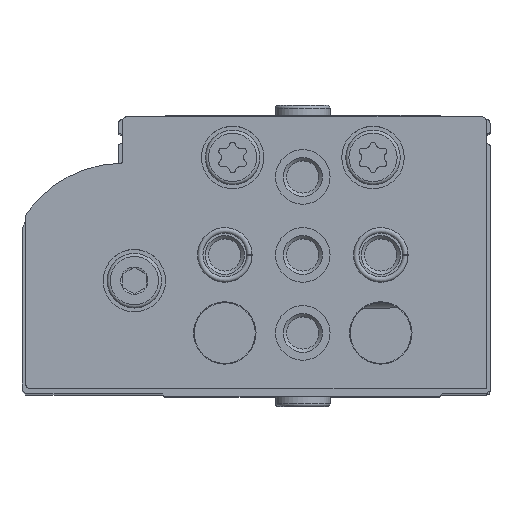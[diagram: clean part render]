
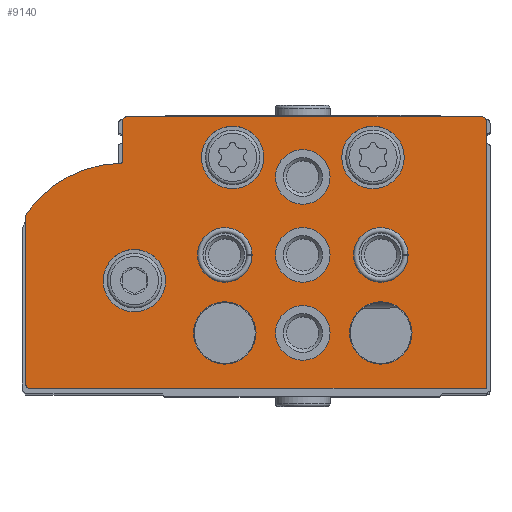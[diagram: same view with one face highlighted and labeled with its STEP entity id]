
A CAD part, top view. The second image highlights one B-rep face of the part: STEP entity #9140.
In plain terms, the highlighted face is planar.
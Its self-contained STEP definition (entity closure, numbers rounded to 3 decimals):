
#916=LINE('',#15326,#1588);
#918=LINE('',#15330,#1590);
#921=LINE('',#15338,#1593);
#926=LINE('',#15354,#1598);
#929=LINE('',#15362,#1601);
#1588=VECTOR('',#12356,1000.);
#1590=VECTOR('',#12360,1000.);
#1593=VECTOR('',#12369,1000.);
#1598=VECTOR('',#12388,1000.);
#1601=VECTOR('',#12397,1000.);
#3422=ORIENTED_EDGE('',*,*,#5098,.T.);
#3423=ORIENTED_EDGE('',*,*,#5099,.T.);
#3424=ORIENTED_EDGE('',*,*,#5100,.T.);
#3425=ORIENTED_EDGE('',*,*,#5101,.T.);
#3426=ORIENTED_EDGE('',*,*,#5102,.T.);
#3427=ORIENTED_EDGE('',*,*,#5103,.T.);
#3428=ORIENTED_EDGE('',*,*,#5104,.T.);
#3429=ORIENTED_EDGE('',*,*,#5105,.T.);
#3430=ORIENTED_EDGE('',*,*,#5106,.T.);
#3431=ORIENTED_EDGE('',*,*,#5107,.T.);
#3432=ORIENTED_EDGE('',*,*,#5075,.F.);
#3433=ORIENTED_EDGE('',*,*,#5096,.F.);
#3434=ORIENTED_EDGE('',*,*,#5094,.F.);
#3435=ORIENTED_EDGE('',*,*,#5092,.F.);
#3436=ORIENTED_EDGE('',*,*,#5090,.T.);
#3437=ORIENTED_EDGE('',*,*,#5088,.F.);
#3438=ORIENTED_EDGE('',*,*,#5086,.F.);
#3439=ORIENTED_EDGE('',*,*,#5084,.F.);
#3440=ORIENTED_EDGE('',*,*,#5082,.F.);
#3441=ORIENTED_EDGE('',*,*,#5080,.F.);
#3442=ORIENTED_EDGE('',*,*,#5078,.F.);
#5075=EDGE_CURVE('',#6088,#6089,#6670,.T.);
#5078=EDGE_CURVE('',#6089,#6090,#916,.T.);
#5080=EDGE_CURVE('',#6090,#6091,#918,.T.);
#5082=EDGE_CURVE('',#6091,#6092,#6671,.T.);
#5084=EDGE_CURVE('',#6092,#6093,#921,.T.);
#5086=EDGE_CURVE('',#6093,#6094,#6672,.T.);
#5088=EDGE_CURVE('',#6094,#6095,#6673,.T.);
#5090=EDGE_CURVE('',#6096,#6095,#6674,.T.);
#5092=EDGE_CURVE('',#6096,#6097,#926,.T.);
#5094=EDGE_CURVE('',#6097,#6098,#6675,.T.);
#5096=EDGE_CURVE('',#6098,#6088,#929,.T.);
#5098=EDGE_CURVE('',#6099,#6099,#6676,.T.);
#5099=EDGE_CURVE('',#6100,#6100,#6677,.T.);
#5100=EDGE_CURVE('',#6101,#6101,#6678,.T.);
#5101=EDGE_CURVE('',#6102,#6102,#6679,.T.);
#5102=EDGE_CURVE('',#6103,#6103,#6680,.T.);
#5103=EDGE_CURVE('',#6104,#6104,#6681,.T.);
#5104=EDGE_CURVE('',#6105,#6105,#6682,.T.);
#5105=EDGE_CURVE('',#6106,#6106,#6683,.T.);
#5106=EDGE_CURVE('',#6107,#6107,#6684,.T.);
#5107=EDGE_CURVE('',#6108,#6108,#6685,.T.);
#6088=VERTEX_POINT('',#15321);
#6089=VERTEX_POINT('',#15322);
#6090=VERTEX_POINT('',#15327);
#6091=VERTEX_POINT('',#15331);
#6092=VERTEX_POINT('',#15335);
#6093=VERTEX_POINT('',#15339);
#6094=VERTEX_POINT('',#15343);
#6095=VERTEX_POINT('',#15347);
#6096=VERTEX_POINT('',#15351);
#6097=VERTEX_POINT('',#15355);
#6098=VERTEX_POINT('',#15359);
#6099=VERTEX_POINT('',#15366);
#6100=VERTEX_POINT('',#15368);
#6101=VERTEX_POINT('',#15370);
#6102=VERTEX_POINT('',#15372);
#6103=VERTEX_POINT('',#15374);
#6104=VERTEX_POINT('',#15376);
#6105=VERTEX_POINT('',#15378);
#6106=VERTEX_POINT('',#15380);
#6107=VERTEX_POINT('',#15382);
#6108=VERTEX_POINT('',#15384);
#6670=CIRCLE('',#10091,0.5);
#6671=CIRCLE('',#10095,0.5);
#6672=CIRCLE('',#10098,1.);
#6673=CIRCLE('',#10100,15.);
#6674=CIRCLE('',#10102,0.3);
#6675=CIRCLE('',#10105,0.5);
#6676=CIRCLE('',#10108,4.);
#6677=CIRCLE('',#10109,4.);
#6678=CIRCLE('',#10110,4.);
#6679=CIRCLE('',#10111,3.5);
#6680=CIRCLE('',#10112,3.5);
#6681=CIRCLE('',#10113,3.5);
#6682=CIRCLE('',#10114,3.5);
#6683=CIRCLE('',#10115,3.5);
#6684=CIRCLE('',#10116,4.);
#6685=CIRCLE('',#10117,4.);
#7359=EDGE_LOOP('',(#3422));
#7360=EDGE_LOOP('',(#3423));
#7361=EDGE_LOOP('',(#3424));
#7362=EDGE_LOOP('',(#3425));
#7363=EDGE_LOOP('',(#3426));
#7364=EDGE_LOOP('',(#3427));
#7365=EDGE_LOOP('',(#3428));
#7366=EDGE_LOOP('',(#3429));
#7367=EDGE_LOOP('',(#3430));
#7368=EDGE_LOOP('',(#3431));
#7369=EDGE_LOOP('',(#3432,#3433,#3434,#3435,#3436,#3437,#3438,#3439,#3440,
#3441,#3442));
#8188=FACE_BOUND('',#7359,.T.);
#8189=FACE_BOUND('',#7360,.T.);
#8190=FACE_BOUND('',#7361,.T.);
#8191=FACE_BOUND('',#7362,.T.);
#8192=FACE_BOUND('',#7363,.T.);
#8193=FACE_BOUND('',#7364,.T.);
#8194=FACE_BOUND('',#7365,.T.);
#8195=FACE_BOUND('',#7366,.T.);
#8196=FACE_BOUND('',#7367,.T.);
#8197=FACE_BOUND('',#7368,.T.);
#8198=FACE_BOUND('',#7369,.T.);
#8706=PLANE('',#10107);
#9140=ADVANCED_FACE('',(#8188,#8189,#8190,#8191,#8192,#8193,#8194,#8195,
#8196,#8197,#8198),#8706,.F.);
#10091=AXIS2_PLACEMENT_3D('',#15320,#12350,#12351);
#10095=AXIS2_PLACEMENT_3D('',#15334,#12364,#12365);
#10098=AXIS2_PLACEMENT_3D('',#15342,#12373,#12374);
#10100=AXIS2_PLACEMENT_3D('',#15346,#12378,#12379);
#10102=AXIS2_PLACEMENT_3D('',#15350,#12383,#12384);
#10105=AXIS2_PLACEMENT_3D('',#15358,#12392,#12393);
#10107=AXIS2_PLACEMENT_3D('',#15364,#12399,#12400);
#10108=AXIS2_PLACEMENT_3D('',#15365,#12401,#12402);
#10109=AXIS2_PLACEMENT_3D('',#15367,#12403,#12404);
#10110=AXIS2_PLACEMENT_3D('',#15369,#12405,#12406);
#10111=AXIS2_PLACEMENT_3D('',#15371,#12407,#12408);
#10112=AXIS2_PLACEMENT_3D('',#15373,#12409,#12410);
#10113=AXIS2_PLACEMENT_3D('',#15375,#12411,#12412);
#10114=AXIS2_PLACEMENT_3D('',#15377,#12413,#12414);
#10115=AXIS2_PLACEMENT_3D('',#15379,#12415,#12416);
#10116=AXIS2_PLACEMENT_3D('',#15381,#12417,#12418);
#10117=AXIS2_PLACEMENT_3D('',#15383,#12419,#12420);
#12350=DIRECTION('',(0.,0.,1.));
#12351=DIRECTION('',(1.,0.,0.));
#12356=DIRECTION('',(0.,-1.,0.));
#12360=DIRECTION('',(1.,0.,0.));
#12364=DIRECTION('',(0.,0.,1.));
#12365=DIRECTION('',(1.,0.,0.));
#12369=DIRECTION('',(0.,1.,0.));
#12373=DIRECTION('',(0.,0.,1.));
#12374=DIRECTION('',(1.,0.,0.));
#12378=DIRECTION('',(0.,0.,1.));
#12379=DIRECTION('',(1.,0.,0.));
#12383=DIRECTION('',(0.,0.,1.));
#12384=DIRECTION('',(1.,0.,0.));
#12388=DIRECTION('',(0.,1.,0.));
#12392=DIRECTION('',(0.,0.,1.));
#12393=DIRECTION('',(1.,0.,0.));
#12397=DIRECTION('',(-1.,0.,0.));
#12399=DIRECTION('',(0.,0.,1.));
#12400=DIRECTION('',(1.,0.,0.));
#12401=DIRECTION('',(0.,0.,1.));
#12402=DIRECTION('',(1.,0.,0.));
#12403=DIRECTION('',(0.,0.,1.));
#12404=DIRECTION('',(1.,0.,0.));
#12405=DIRECTION('',(0.,0.,1.));
#12406=DIRECTION('',(1.,0.,0.));
#12407=DIRECTION('',(0.,0.,1.));
#12408=DIRECTION('',(1.,0.,0.));
#12409=DIRECTION('',(0.,0.,1.));
#12410=DIRECTION('',(1.,0.,0.));
#12411=DIRECTION('',(0.,0.,1.));
#12412=DIRECTION('',(1.,0.,0.));
#12413=DIRECTION('',(0.,0.,1.));
#12414=DIRECTION('',(1.,0.,0.));
#12415=DIRECTION('',(0.,0.,1.));
#12416=DIRECTION('',(1.,0.,0.));
#12417=DIRECTION('',(0.,0.,1.));
#12418=DIRECTION('',(1.,0.,0.));
#12419=DIRECTION('',(0.,0.,1.));
#12420=DIRECTION('',(1.,0.,0.));
#15320=CARTESIAN_POINT('',(0.5,34.3,0.));
#15321=CARTESIAN_POINT('',(0.5,34.8,0.));
#15322=CARTESIAN_POINT('',(0.,34.3,0.));
#15326=CARTESIAN_POINT('',(0.,34.3,0.));
#15327=CARTESIAN_POINT('',(0.,0.,0.));
#15330=CARTESIAN_POINT('',(0.,0.,0.));
#15331=CARTESIAN_POINT('',(58.5,0.,0.));
#15334=CARTESIAN_POINT('',(58.5,0.5,0.));
#15335=CARTESIAN_POINT('',(59.,0.5,0.));
#15338=CARTESIAN_POINT('',(59.,0.5,0.));
#15339=CARTESIAN_POINT('',(59.,21.976,0.));
#15342=CARTESIAN_POINT('',(58.,21.976,0.));
#15343=CARTESIAN_POINT('',(58.814,22.557,0.));
#15346=CARTESIAN_POINT('',(46.6,13.85,0.));
#15347=CARTESIAN_POINT('',(46.894,28.847,0.));
#15350=CARTESIAN_POINT('',(46.9,29.147,0.));
#15351=CARTESIAN_POINT('',(46.6,29.147,0.));
#15354=CARTESIAN_POINT('',(46.6,29.147,0.));
#15355=CARTESIAN_POINT('',(46.6,34.3,0.));
#15358=CARTESIAN_POINT('',(46.1,34.3,0.));
#15359=CARTESIAN_POINT('',(46.1,34.8,0.));
#15362=CARTESIAN_POINT('',(46.1,34.8,0.));
#15364=CARTESIAN_POINT('',(0.5,34.3,0.));
#15365=CARTESIAN_POINT('',(45.1,13.8,0.));
#15366=CARTESIAN_POINT('',(49.1,13.8,0.));
#15367=CARTESIAN_POINT('',(32.5,29.6,0.));
#15368=CARTESIAN_POINT('',(36.5,29.6,0.));
#15369=CARTESIAN_POINT('',(14.5,29.6,0.));
#15370=CARTESIAN_POINT('',(18.5,29.6,0.));
#15371=CARTESIAN_POINT('',(23.5,27.1,0.));
#15372=CARTESIAN_POINT('',(27.,27.1,0.));
#15373=CARTESIAN_POINT('',(33.5,17.1,0.));
#15374=CARTESIAN_POINT('',(37.,17.1,0.));
#15375=CARTESIAN_POINT('',(23.5,17.1,0.));
#15376=CARTESIAN_POINT('',(27.,17.1,0.));
#15377=CARTESIAN_POINT('',(13.5,17.1,0.));
#15378=CARTESIAN_POINT('',(17.,17.1,0.));
#15379=CARTESIAN_POINT('',(23.5,7.1,0.));
#15380=CARTESIAN_POINT('',(27.,7.1,0.));
#15381=CARTESIAN_POINT('',(33.5,7.1,0.));
#15382=CARTESIAN_POINT('',(37.5,7.1,0.));
#15383=CARTESIAN_POINT('',(13.5,7.1,0.));
#15384=CARTESIAN_POINT('',(17.5,7.1,0.));
